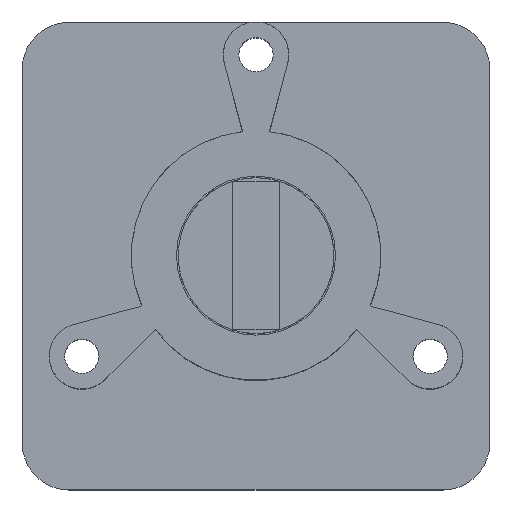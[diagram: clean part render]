
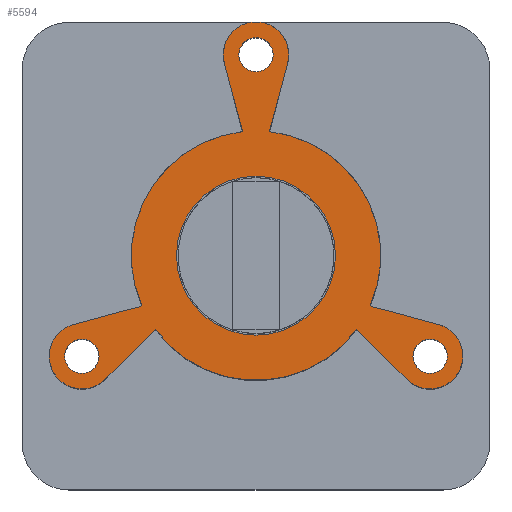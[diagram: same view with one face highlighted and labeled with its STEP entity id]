
A CAD part, top view. The second image highlights one B-rep face of the part: STEP entity #5594.
In plain terms, the highlighted planar face has unit normal (0, 0, 1).
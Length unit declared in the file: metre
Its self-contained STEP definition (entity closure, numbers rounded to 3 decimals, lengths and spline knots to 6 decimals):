
#125=LINE('',#8728,#447);
#129=LINE('',#8742,#451);
#135=LINE('',#8766,#457);
#139=LINE('',#8780,#461);
#145=LINE('',#8804,#467);
#149=LINE('',#8818,#471);
#447=VECTOR('',#6918,1.);
#451=VECTOR('',#6932,1.);
#457=VECTOR('',#6958,1.);
#461=VECTOR('',#6972,1.);
#467=VECTOR('',#6998,1.);
#471=VECTOR('',#7012,1.);
#799=PLANE('',#6121);
#1127=ORIENTED_EDGE('',*,*,#2668,.T.);
#1128=ORIENTED_EDGE('',*,*,#2607,.F.);
#1129=ORIENTED_EDGE('',*,*,#2611,.T.);
#1130=ORIENTED_EDGE('',*,*,#2614,.T.);
#1131=ORIENTED_EDGE('',*,*,#2618,.T.);
#1132=ORIENTED_EDGE('',*,*,#2621,.F.);
#1133=ORIENTED_EDGE('',*,*,#2624,.T.);
#1134=ORIENTED_EDGE('',*,*,#2627,.F.);
#1135=ORIENTED_EDGE('',*,*,#2630,.T.);
#1136=ORIENTED_EDGE('',*,*,#2633,.T.);
#1137=ORIENTED_EDGE('',*,*,#2637,.T.);
#1138=ORIENTED_EDGE('',*,*,#2640,.F.);
#1139=ORIENTED_EDGE('',*,*,#2643,.T.);
#1140=ORIENTED_EDGE('',*,*,#2646,.F.);
#1141=ORIENTED_EDGE('',*,*,#2649,.T.);
#1142=ORIENTED_EDGE('',*,*,#2652,.T.);
#1143=ORIENTED_EDGE('',*,*,#2656,.T.);
#1144=ORIENTED_EDGE('',*,*,#2659,.F.);
#1145=ORIENTED_EDGE('',*,*,#2665,.T.);
#1146=ORIENTED_EDGE('',*,*,#2662,.F.);
#1147=ORIENTED_EDGE('',*,*,#2660,.F.);
#1148=ORIENTED_EDGE('',*,*,#2666,.F.);
#2607=EDGE_CURVE('',#3399,#3400,#3967,.T.);
#2611=EDGE_CURVE('',#3399,#3402,#125,.T.);
#2614=EDGE_CURVE('',#3402,#3404,#3969,.T.);
#2618=EDGE_CURVE('',#3404,#3407,#129,.T.);
#2621=EDGE_CURVE('',#3409,#3407,#3972,.T.);
#2624=EDGE_CURVE('',#3409,#3411,#3974,.T.);
#2627=EDGE_CURVE('',#3413,#3411,#3976,.T.);
#2630=EDGE_CURVE('',#3413,#3415,#135,.T.);
#2633=EDGE_CURVE('',#3415,#3417,#3978,.T.);
#2637=EDGE_CURVE('',#3417,#3420,#139,.T.);
#2640=EDGE_CURVE('',#3422,#3420,#3981,.T.);
#2643=EDGE_CURVE('',#3422,#3424,#3983,.T.);
#2646=EDGE_CURVE('',#3426,#3424,#3985,.T.);
#2649=EDGE_CURVE('',#3426,#3428,#145,.T.);
#2652=EDGE_CURVE('',#3428,#3430,#3987,.T.);
#2656=EDGE_CURVE('',#3430,#3433,#149,.T.);
#2659=EDGE_CURVE('',#3435,#3433,#3990,.T.);
#2660=EDGE_CURVE('',#3436,#3436,#3991,.T.);
#2662=EDGE_CURVE('',#3438,#3438,#3993,.T.);
#2665=EDGE_CURVE('',#3435,#3400,#3996,.T.);
#2666=EDGE_CURVE('',#3440,#3440,#3997,.T.);
#2668=EDGE_CURVE('',#3442,#3442,#3999,.F.);
#3399=VERTEX_POINT('',#8719);
#3400=VERTEX_POINT('',#8721);
#3402=VERTEX_POINT('',#8727);
#3404=VERTEX_POINT('',#8733);
#3407=VERTEX_POINT('',#8741);
#3409=VERTEX_POINT('',#8747);
#3411=VERTEX_POINT('',#8753);
#3413=VERTEX_POINT('',#8759);
#3415=VERTEX_POINT('',#8765);
#3417=VERTEX_POINT('',#8771);
#3420=VERTEX_POINT('',#8779);
#3422=VERTEX_POINT('',#8785);
#3424=VERTEX_POINT('',#8791);
#3426=VERTEX_POINT('',#8797);
#3428=VERTEX_POINT('',#8803);
#3430=VERTEX_POINT('',#8809);
#3433=VERTEX_POINT('',#8817);
#3435=VERTEX_POINT('',#8823);
#3436=VERTEX_POINT('',#8827);
#3438=VERTEX_POINT('',#8832);
#3440=VERTEX_POINT('',#8840);
#3442=VERTEX_POINT('',#8845);
#3967=CIRCLE('',#6069,0.0015);
#3969=CIRCLE('',#6073,0.0021);
#3972=CIRCLE('',#6078,0.0015);
#3974=CIRCLE('',#6081,0.008);
#3976=CIRCLE('',#6084,0.0015);
#3978=CIRCLE('',#6088,0.0021);
#3981=CIRCLE('',#6093,0.0015);
#3983=CIRCLE('',#6096,0.008);
#3985=CIRCLE('',#6099,0.0015);
#3987=CIRCLE('',#6103,0.0021);
#3990=CIRCLE('',#6108,0.0015);
#3991=CIRCLE('',#6110,0.0011);
#3993=CIRCLE('',#6113,0.0011);
#3996=CIRCLE('',#6117,0.008);
#3997=CIRCLE('',#6119,0.0011);
#3999=CIRCLE('',#6122,0.0051);
#4413=EDGE_LOOP('',(#1127));
#4414=EDGE_LOOP('',(#1128,#1129,#1130,#1131,#1132,#1133,#1134,#1135,#1136,
#1137,#1138,#1139,#1140,#1141,#1142,#1143,#1144,#1145));
#4415=EDGE_LOOP('',(#1146));
#4416=EDGE_LOOP('',(#1147));
#4417=EDGE_LOOP('',(#1148));
#4942=FACE_BOUND('',#4413,.T.);
#4943=FACE_BOUND('',#4414,.T.);
#4944=FACE_BOUND('',#4415,.T.);
#4945=FACE_BOUND('',#4416,.T.);
#4946=FACE_BOUND('',#4417,.T.);
#5594=ADVANCED_FACE('',(#4942,#4943,#4944,#4945,#4946),#799,.T.);
#6069=AXIS2_PLACEMENT_3D('',#8720,#6911,#6912);
#6073=AXIS2_PLACEMENT_3D('',#8734,#6924,#6925);
#6078=AXIS2_PLACEMENT_3D('',#8748,#6938,#6939);
#6081=AXIS2_PLACEMENT_3D('',#8754,#6945,#6946);
#6084=AXIS2_PLACEMENT_3D('',#8760,#6952,#6953);
#6088=AXIS2_PLACEMENT_3D('',#8772,#6964,#6965);
#6093=AXIS2_PLACEMENT_3D('',#8786,#6978,#6979);
#6096=AXIS2_PLACEMENT_3D('',#8792,#6985,#6986);
#6099=AXIS2_PLACEMENT_3D('',#8798,#6992,#6993);
#6103=AXIS2_PLACEMENT_3D('',#8810,#7004,#7005);
#6108=AXIS2_PLACEMENT_3D('',#8824,#7018,#7019);
#6110=AXIS2_PLACEMENT_3D('',#8826,#7022,#7023);
#6113=AXIS2_PLACEMENT_3D('',#8831,#7028,#7029);
#6117=AXIS2_PLACEMENT_3D('',#8837,#7036,#7037);
#6119=AXIS2_PLACEMENT_3D('',#8839,#7040,#7041);
#6121=AXIS2_PLACEMENT_3D('',#8843,#7044,#7045);
#6122=AXIS2_PLACEMENT_3D('',#8844,#7046,#7047);
#6911=DIRECTION('',(0.,0.,1.));
#6912=DIRECTION('',(1.,0.,0.));
#6918=DIRECTION('',(0.709,-0.705,0.));
#6924=DIRECTION('',(0.,0.,1.));
#6925=DIRECTION('',(1.,0.,0.));
#6932=DIRECTION('',(-0.965,0.262,0.));
#6938=DIRECTION('',(0.,0.,1.));
#6939=DIRECTION('',(1.,0.,0.));
#6945=DIRECTION('',(0.,0.,1.));
#6946=DIRECTION('',(1.,0.,0.));
#6952=DIRECTION('',(0.,0.,1.));
#6953=DIRECTION('',(1.,0.,0.));
#6958=DIRECTION('',(0.256,0.967,0.));
#6964=DIRECTION('',(0.,0.,1.));
#6965=DIRECTION('',(1.,0.,0.));
#6972=DIRECTION('',(0.256,-0.967,0.));
#6978=DIRECTION('',(0.,0.,1.));
#6979=DIRECTION('',(1.,0.,0.));
#6985=DIRECTION('',(0.,0.,1.));
#6986=DIRECTION('',(1.,0.,0.));
#6992=DIRECTION('',(0.,0.,1.));
#6993=DIRECTION('',(1.,0.,0.));
#6998=DIRECTION('',(-0.965,-0.262,0.));
#7004=DIRECTION('',(0.,0.,1.));
#7005=DIRECTION('',(1.,0.,0.));
#7012=DIRECTION('',(0.709,0.705,0.));
#7018=DIRECTION('',(0.,0.,1.));
#7019=DIRECTION('',(1.,0.,0.));
#7022=DIRECTION('',(0.,0.,1.));
#7023=DIRECTION('',(1.,0.,0.));
#7028=DIRECTION('',(0.,0.,1.));
#7029=DIRECTION('',(1.,0.,0.));
#7036=DIRECTION('',(0.,0.,1.));
#7037=DIRECTION('',(1.,0.,0.));
#7040=DIRECTION('',(0.,0.,1.));
#7041=DIRECTION('',(1.,0.,0.));
#7044=DIRECTION('',(0.,0.,1.));
#7045=DIRECTION('',(1.,0.,0.));
#7046=DIRECTION('',(0.,0.,1.));
#7047=DIRECTION('',(1.,0.,0.));
#8719=CARTESIAN_POINT('',(0.006587,-0.004855,0.0201));
#8720=CARTESIAN_POINT('',(0.00553,-0.005919,0.0201));
#8721=CARTESIAN_POINT('',(0.006449,-0.004733,0.0201));
#8727=CARTESIAN_POINT('',(0.009691,-0.007939,0.0201));
#8728=CARTESIAN_POINT('',(0.008139,-0.006397,0.0201));
#8733=CARTESIAN_POINT('',(0.011721,-0.004423,0.0201));
#8734=CARTESIAN_POINT('',(0.011172,-0.00645,0.0201));
#8741=CARTESIAN_POINT('',(0.007498,-0.003278,0.0201));
#8742=CARTESIAN_POINT('',(0.00961,-0.00385,0.0201));
#8747=CARTESIAN_POINT('',(0.007324,-0.003219,0.0201));
#8748=CARTESIAN_POINT('',(0.007891,-0.00183,0.0201));
#8753=CARTESIAN_POINT('',(0.000874,0.007952,0.0201));
#8754=CARTESIAN_POINT('',(0.,0.,0.0201));
#8759=CARTESIAN_POINT('',(0.000911,0.008132,0.0201));
#8760=CARTESIAN_POINT('',(0.002361,0.007748,0.0201));
#8765=CARTESIAN_POINT('',(0.00203,0.012363,0.0201));
#8766=CARTESIAN_POINT('',(0.00147,0.010247,0.0201));
#8771=CARTESIAN_POINT('',(-0.00203,0.012363,0.0201));
#8772=CARTESIAN_POINT('',(0.,0.0129,0.0201));
#8779=CARTESIAN_POINT('',(-0.000911,0.008132,0.0201));
#8780=CARTESIAN_POINT('',(-0.00147,0.010247,0.0201));
#8785=CARTESIAN_POINT('',(-0.000874,0.007952,0.0201));
#8786=CARTESIAN_POINT('',(-0.002361,0.007748,0.0201));
#8791=CARTESIAN_POINT('',(-0.007324,-0.003219,0.0201));
#8792=CARTESIAN_POINT('',(0.,0.,0.0201));
#8797=CARTESIAN_POINT('',(-0.007498,-0.003278,0.0201));
#8798=CARTESIAN_POINT('',(-0.007891,-0.00183,0.0201));
#8803=CARTESIAN_POINT('',(-0.011721,-0.004423,0.0201));
#8804=CARTESIAN_POINT('',(-0.00961,-0.00385,0.0201));
#8809=CARTESIAN_POINT('',(-0.009691,-0.007939,0.0201));
#8810=CARTESIAN_POINT('',(-0.011172,-0.00645,0.0201));
#8817=CARTESIAN_POINT('',(-0.006587,-0.004855,0.0201));
#8818=CARTESIAN_POINT('',(-0.008139,-0.006397,0.0201));
#8823=CARTESIAN_POINT('',(-0.006449,-0.004733,0.0201));
#8824=CARTESIAN_POINT('',(-0.00553,-0.005919,0.0201));
#8826=CARTESIAN_POINT('',(0.,0.0129,0.0201));
#8827=CARTESIAN_POINT('',(0.0011,0.0129,0.0201));
#8831=CARTESIAN_POINT('',(0.011172,-0.00645,0.0201));
#8832=CARTESIAN_POINT('',(0.012272,-0.00645,0.0201));
#8837=CARTESIAN_POINT('',(0.,0.,0.0201));
#8839=CARTESIAN_POINT('',(-0.011172,-0.00645,0.0201));
#8840=CARTESIAN_POINT('',(-0.010072,-0.00645,0.0201));
#8843=CARTESIAN_POINT('',(0.,0.003225,0.0201));
#8844=CARTESIAN_POINT('',(0.,0.,0.0201));
#8845=CARTESIAN_POINT('',(0.0051,0.,0.0201));
